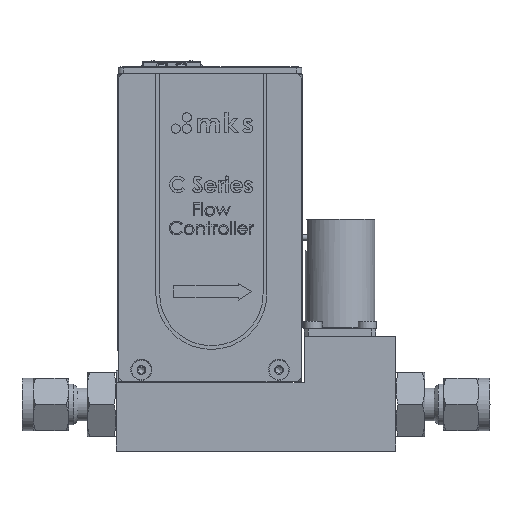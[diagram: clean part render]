
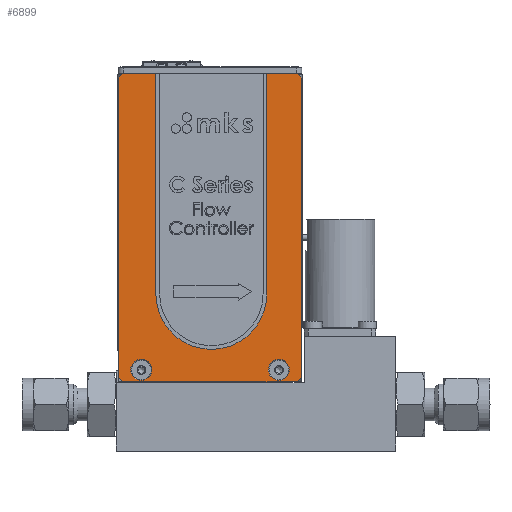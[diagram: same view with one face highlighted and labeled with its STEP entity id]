
A CAD part, top view. The second image highlights one B-rep face of the part: STEP entity #6899.
In plain terms, the highlighted planar face has unit normal (0, 0, 1).
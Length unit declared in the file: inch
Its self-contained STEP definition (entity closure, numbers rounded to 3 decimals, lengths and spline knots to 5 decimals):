
#8 = EDGE_CURVE ( 'NONE', #74, #46121, #15539, .T. ) ;
#74 = VERTEX_POINT ( 'NONE', #26698 ) ;
#339 = DIRECTION ( 'NONE',  ( 0., 0., 1. ) ) ;
#345 = DIRECTION ( 'NONE',  ( 0.707, 0.707, 0. ) ) ;
#379 = VERTEX_POINT ( 'NONE', #16807 ) ;
#1654 = PLANE ( 'NONE',  #33268 ) ;
#1682 = LINE ( 'NONE', #8274, #36002 ) ;
#1843 = DIRECTION ( 'NONE',  ( -1., 0., 0. ) ) ;
#2264 = FACE_OUTER_BOUND ( 'NONE', #54554, .T. ) ;
#2594 = DIRECTION ( 'NONE',  ( 0., 0., 1. ) ) ;
#3728 = LINE ( 'NONE', #55557, #50025 ) ;
#4536 = CARTESIAN_POINT ( 'NONE',  ( 1.61347, 3.076, 0.4975 ) ) ;
#4939 = ORIENTED_EDGE ( 'NONE', *, *, #17772, .T. ) ;
#6443 = CARTESIAN_POINT ( 'NONE',  ( -0.30653, 3.126, 0.4975 ) ) ;
#6899 = ADVANCED_FACE ( 'NONE', ( #38001, #15622, #26188, #14208, #2264 ), #1654, .F. ) ;
#7618 = VERTEX_POINT ( 'NONE', #13720 ) ;
#7760 = ORIENTED_EDGE ( 'NONE', *, *, #37844, .F. ) ;
#7992 = LINE ( 'NONE', #9183, #52913 ) ;
#8274 = CARTESIAN_POINT ( 'NONE',  ( -0.35653, -0.179, 0.4975 ) ) ;
#8554 = DIRECTION ( 'NONE',  ( 0., 0., 1. ) ) ;
#9070 = CIRCLE ( 'NONE', #17900, 0.086 ) ;
#9183 = CARTESIAN_POINT ( 'NONE',  ( 1.61347, 3.076, 0.4975 ) ) ;
#9389 = VECTOR ( 'NONE', #28995, 39.37008 ) ;
#10335 = AXIS2_PLACEMENT_3D ( 'NONE', #43529, #16678, #48066 ) ;
#10649 = VERTEX_POINT ( 'NONE', #52676 ) ;
#10892 = VECTOR ( 'NONE', #345, 39.37008 ) ;
#10957 = EDGE_CURVE ( 'NONE', #379, #7618, #57188, .T. ) ;
#13720 = CARTESIAN_POINT ( 'NONE',  ( -0.35653, 3.076, 0.4975 ) ) ;
#14129 = VECTOR ( 'NONE', #42370, 39.37008 ) ;
#14208 = FACE_BOUND ( 'NONE', #51681, .T. ) ;
#15539 = LINE ( 'NONE', #51210, #14129 ) ;
#15602 = CARTESIAN_POINT ( 'NONE',  ( -0.30653, -0.179, 0.4975 ) ) ;
#15622 = FACE_BOUND ( 'NONE', #51278, .T. ) ;
#16678 = DIRECTION ( 'NONE',  ( 0., 0., 1. ) ) ;
#16807 = CARTESIAN_POINT ( 'NONE',  ( -0.30653, 3.126, 0.4975 ) ) ;
#16954 = LINE ( 'NONE', #37868, #51330 ) ;
#17772 = EDGE_CURVE ( 'NONE', #21688, #45617, #16954, .T. ) ;
#17900 = AXIS2_PLACEMENT_3D ( 'NONE', #27282, #339, #31774 ) ;
#18257 = ORIENTED_EDGE ( 'NONE', *, *, #45328, .T. ) ;
#18965 = CARTESIAN_POINT ( 'NONE',  ( -0.35653, -0.129, 0.4975 ) ) ;
#19857 = EDGE_LOOP ( 'NONE', ( #41503 ) ) ;
#20354 = ORIENTED_EDGE ( 'NONE', *, *, #8, .T. ) ;
#20485 = VERTEX_POINT ( 'NONE', #54389 ) ;
#21248 = EDGE_LOOP ( 'NONE', ( #46421 ) ) ;
#21688 = VERTEX_POINT ( 'NONE', #15602 ) ;
#22081 = AXIS2_PLACEMENT_3D ( 'NONE', #29523, #2594, #33982 ) ;
#22584 = CARTESIAN_POINT ( 'NONE',  ( 1.48097, -0.053, 0.4975 ) ) ;
#23466 = DIRECTION ( 'NONE',  ( 0.707, -0.707, 0. ) ) ;
#23503 = CIRCLE ( 'NONE', #22081, 0.1125 ) ;
#24486 = EDGE_CURVE ( 'NONE', #45617, #74, #34743, .T. ) ;
#24562 = VERTEX_POINT ( 'NONE', #35850 ) ;
#25338 = EDGE_CURVE ( 'NONE', #30223, #30223, #45110, .T. ) ;
#26188 = FACE_BOUND ( 'NONE', #21248, .T. ) ;
#26698 = CARTESIAN_POINT ( 'NONE',  ( 1.61347, -0.129, 0.4975 ) ) ;
#26799 = ORIENTED_EDGE ( 'NONE', *, *, #54378, .F. ) ;
#27282 = CARTESIAN_POINT ( 'NONE',  ( 0.86847, 3.001, 0.4975 ) ) ;
#28782 = DIRECTION ( 'NONE',  ( 0., 0., -1. ) ) ;
#28995 = DIRECTION ( 'NONE',  ( -0.707, -0.707, 0. ) ) ;
#29523 = CARTESIAN_POINT ( 'NONE',  ( -0.10753, -0.053, 0.4975 ) ) ;
#30223 = VERTEX_POINT ( 'NONE', #54048 ) ;
#30438 = CIRCLE ( 'NONE', #10335, 0.1125 ) ;
#30988 = VERTEX_POINT ( 'NONE', #31931 ) ;
#31763 = DIRECTION ( 'NONE',  ( -0.707, 0.707, 0. ) ) ;
#31774 = DIRECTION ( 'NONE',  ( 1., 0., 0. ) ) ;
#31931 = CARTESIAN_POINT ( 'NONE',  ( 1.56347, 3.126, 0.4975 ) ) ;
#33268 = AXIS2_PLACEMENT_3D ( 'NONE', #55649, #28782, #1843 ) ;
#33662 = AXIS2_PLACEMENT_3D ( 'NONE', #35390, #8554, #39876 ) ;
#33982 = DIRECTION ( 'NONE',  ( 1., 0., 0. ) ) ;
#34393 = VECTOR ( 'NONE', #23466, 39.37008 ) ;
#34743 = LINE ( 'NONE', #54171, #10892 ) ;
#35299 = EDGE_CURVE ( 'NONE', #24562, #24562, #23503, .T. ) ;
#35390 = CARTESIAN_POINT ( 'NONE',  ( 1.06847, 3.001, 0.4975 ) ) ;
#35440 = EDGE_CURVE ( 'NONE', #7618, #10649, #1682, .T. ) ;
#35728 = EDGE_CURVE ( 'NONE', #30988, #379, #3728, .T. ) ;
#35850 = CARTESIAN_POINT ( 'NONE',  ( 0.00497, -0.053, 0.4975 ) ) ;
#36002 = VECTOR ( 'NONE', #53217, 39.37008 ) ;
#37844 = EDGE_CURVE ( 'NONE', #51367, #51367, #30438, .T. ) ;
#37868 = CARTESIAN_POINT ( 'NONE',  ( -0.35653, -0.179, 0.4975 ) ) ;
#38001 = FACE_BOUND ( 'NONE', #19857, .T. ) ;
#38494 = ORIENTED_EDGE ( 'NONE', *, *, #51207, .T. ) ;
#39876 = DIRECTION ( 'NONE',  ( 1., 0., 0. ) ) ;
#41503 = ORIENTED_EDGE ( 'NONE', *, *, #25338, .F. ) ;
#42035 = ORIENTED_EDGE ( 'NONE', *, *, #10957, .T. ) ;
#42093 = ORIENTED_EDGE ( 'NONE', *, *, #35440, .T. ) ;
#42370 = DIRECTION ( 'NONE',  ( 0., 1., 0. ) ) ;
#42450 = DIRECTION ( 'NONE',  ( 1., 0., 0. ) ) ;
#43441 = ORIENTED_EDGE ( 'NONE', *, *, #35728, .T. ) ;
#43529 = CARTESIAN_POINT ( 'NONE',  ( 1.36847, -0.053, 0.4975 ) ) ;
#45110 = CIRCLE ( 'NONE', #33662, 0.086 ) ;
#45328 = EDGE_CURVE ( 'NONE', #10649, #21688, #58356, .T. ) ;
#45617 = VERTEX_POINT ( 'NONE', #54054 ) ;
#46121 = VERTEX_POINT ( 'NONE', #4536 ) ;
#46421 = ORIENTED_EDGE ( 'NONE', *, *, #35299, .F. ) ;
#47258 = DIRECTION ( 'NONE',  ( -1., 0., 0. ) ) ;
#48066 = DIRECTION ( 'NONE',  ( 1., 0., 0. ) ) ;
#48414 = ORIENTED_EDGE ( 'NONE', *, *, #24486, .T. ) ;
#50025 = VECTOR ( 'NONE', #47258, 39.37008 ) ;
#51207 = EDGE_CURVE ( 'NONE', #46121, #30988, #7992, .T. ) ;
#51210 = CARTESIAN_POINT ( 'NONE',  ( 1.61347, -0.179, 0.4975 ) ) ;
#51278 = EDGE_LOOP ( 'NONE', ( #26799 ) ) ;
#51330 = VECTOR ( 'NONE', #42450, 39.37008 ) ;
#51367 = VERTEX_POINT ( 'NONE', #22584 ) ;
#51681 = EDGE_LOOP ( 'NONE', ( #7760 ) ) ;
#52676 = CARTESIAN_POINT ( 'NONE',  ( -0.35653, -0.129, 0.4975 ) ) ;
#52913 = VECTOR ( 'NONE', #31763, 39.37008 ) ;
#53217 = DIRECTION ( 'NONE',  ( 0., -1., 0. ) ) ;
#54048 = CARTESIAN_POINT ( 'NONE',  ( 1.15447, 3.001, 0.4975 ) ) ;
#54054 = CARTESIAN_POINT ( 'NONE',  ( 1.56347, -0.179, 0.4975 ) ) ;
#54171 = CARTESIAN_POINT ( 'NONE',  ( 1.56347, -0.179, 0.4975 ) ) ;
#54378 = EDGE_CURVE ( 'NONE', #20485, #20485, #9070, .T. ) ;
#54389 = CARTESIAN_POINT ( 'NONE',  ( 0.95447, 3.001, 0.4975 ) ) ;
#54554 = EDGE_LOOP ( 'NONE', ( #42093, #18257, #4939, #48414, #20354, #38494, #43441, #42035 ) ) ;
#55557 = CARTESIAN_POINT ( 'NONE',  ( -0.35653, 3.126, 0.4975 ) ) ;
#55649 = CARTESIAN_POINT ( 'NONE',  ( -0.35653, -0.179, 0.4975 ) ) ;
#57188 = LINE ( 'NONE', #6443, #9389 ) ;
#58356 = LINE ( 'NONE', #18965, #34393 ) ;
